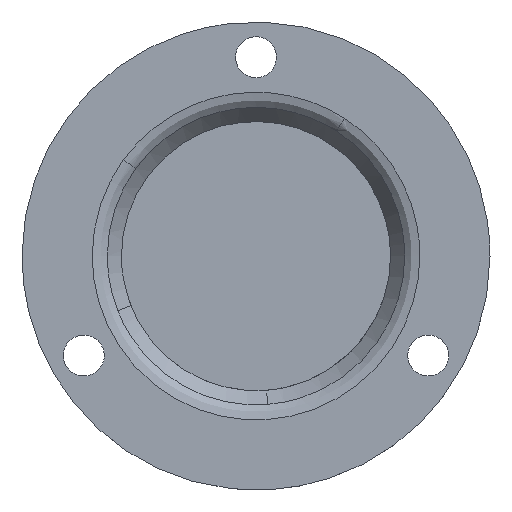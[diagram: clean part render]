
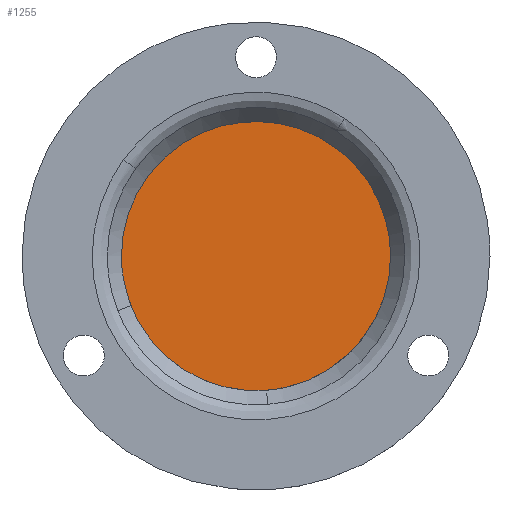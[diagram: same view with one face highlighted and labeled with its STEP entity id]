
A CAD part, top view. The second image highlights one B-rep face of the part: STEP entity #1255.
In plain terms, the highlighted free-form (B-spline) face has degree [1, 1] with [2, 2] control points.
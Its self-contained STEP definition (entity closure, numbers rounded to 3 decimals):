
#879=CARTESIAN_POINT('',(-1.357,11.42,13.0));
#880=VERTEX_POINT('',#879);
#886=CARTESIAN_POINT('',(11.5,0.0,13.0));
#887=VERTEX_POINT('',#886);
#888=CARTESIAN_POINT('',(-1.357,11.42,13.));
#889=CARTESIAN_POINT('',(-0.681,11.5,13.));
#890=CARTESIAN_POINT('',(0.0,11.5,13.0));
#891=CARTESIAN_POINT('',(11.5,11.5,13.));
#892=CARTESIAN_POINT('',(11.5,0.0,13.0));
#900=(BOUNDED_CURVE()B_SPLINE_CURVE(2,(#888,#889,#890,#891,#892),.UNSPECIFIED.,.F.,.U.)B_SPLINE_CURVE_WITH_KNOTS((3,2,3),(0.23,0.25,0.5),.UNSPECIFIED.)CURVE()GEOMETRIC_REPRESENTATION_ITEM()RATIONAL_B_SPLINE_CURVE((0.956,0.976,1.0,0.707,1.0))REPRESENTATION_ITEM(''));
#901=EDGE_CURVE('',#880,#887,#900,.T.);
#903=CARTESIAN_POINT('',(0.702,-11.479,13.0));
#904=VERTEX_POINT('',#903);
#905=CARTESIAN_POINT('',(11.5,0.0,13.0));
#906=CARTESIAN_POINT('',(11.5,-10.818,13.));
#907=CARTESIAN_POINT('',(0.702,-11.479,13.));
#915=(BOUNDED_CURVE()B_SPLINE_CURVE(2,(#905,#906,#907),.UNSPECIFIED.,.F.,.U.)B_SPLINE_CURVE_WITH_KNOTS((3,3),(0.5,0.739),.UNSPECIFIED.)CURVE()GEOMETRIC_REPRESENTATION_ITEM()RATIONAL_B_SPLINE_CURVE((1.0,0.72,0.976))REPRESENTATION_ITEM(''));
#916=EDGE_CURVE('',#887,#904,#915,.T.);
#950=CARTESIAN_POINT('',(-11.5,0.0,13.0));
#951=VERTEX_POINT('',#950);
#952=CARTESIAN_POINT('',(0.702,-11.479,13.));
#953=CARTESIAN_POINT('',(0.351,-11.5,13.));
#954=CARTESIAN_POINT('',(0.0,-11.5,13.0));
#955=CARTESIAN_POINT('',(-11.5,-11.5,13.));
#956=CARTESIAN_POINT('',(-11.5,0.0,13.0));
#964=(BOUNDED_CURVE()B_SPLINE_CURVE(2,(#952,#953,#954,#955,#956),.UNSPECIFIED.,.F.,.U.)B_SPLINE_CURVE_WITH_KNOTS((3,2,3),(0.739,0.75,1.0),.UNSPECIFIED.)CURVE()GEOMETRIC_REPRESENTATION_ITEM()RATIONAL_B_SPLINE_CURVE((0.976,0.988,1.0,0.707,1.0))REPRESENTATION_ITEM(''));
#965=EDGE_CURVE('',#904,#951,#964,.T.);
#967=CARTESIAN_POINT('',(-11.5,0.0,13.0));
#968=CARTESIAN_POINT('',(-11.5,10.214,13.));
#969=CARTESIAN_POINT('',(-1.357,11.42,13.));
#977=(BOUNDED_CURVE()B_SPLINE_CURVE(2,(#967,#968,#969),.UNSPECIFIED.,.F.,.U.)B_SPLINE_CURVE_WITH_KNOTS((3,3),(0.0,0.23),.UNSPECIFIED.)CURVE()GEOMETRIC_REPRESENTATION_ITEM()RATIONAL_B_SPLINE_CURVE((1.0,0.731,0.956))REPRESENTATION_ITEM(''));
#978=EDGE_CURVE('',#951,#880,#977,.T.);
#1244=CARTESIAN_POINT('',(-12.649,-12.649,13.0));
#1245=CARTESIAN_POINT('',(12.649,-12.649,13.0));
#1246=CARTESIAN_POINT('',(-12.649,12.649,13.0));
#1247=CARTESIAN_POINT('',(12.649,12.649,13.0));
#1248=B_SPLINE_SURFACE_WITH_KNOTS('',1,1,((#1244,#1246),(#1245,#1247)),.UNSPECIFIED.,.F.,.F.,.U.,(2,2),(2,2),(0.0,25.298),(0.0,25.297),.UNSPECIFIED.);
#1249=ORIENTED_EDGE('',*,*,#965,.F.);
#1250=ORIENTED_EDGE('',*,*,#916,.F.);
#1251=ORIENTED_EDGE('',*,*,#901,.F.);
#1252=ORIENTED_EDGE('',*,*,#978,.F.);
#1253=EDGE_LOOP('',(#1249,#1250,#1251,#1252));
#1254=FACE_OUTER_BOUND('',#1253,.T.);
#1255=ADVANCED_FACE('',(#1254),#1248,.T.);
